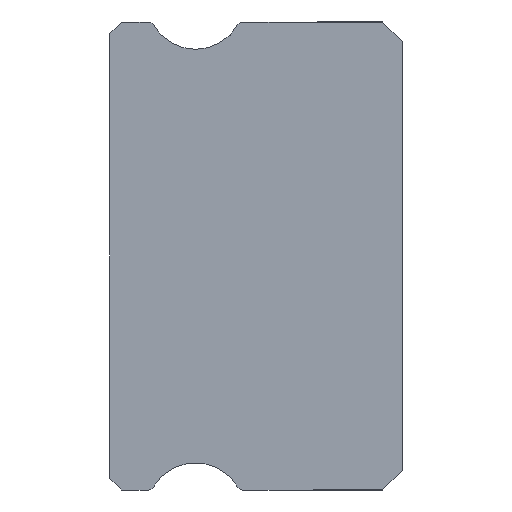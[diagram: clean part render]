
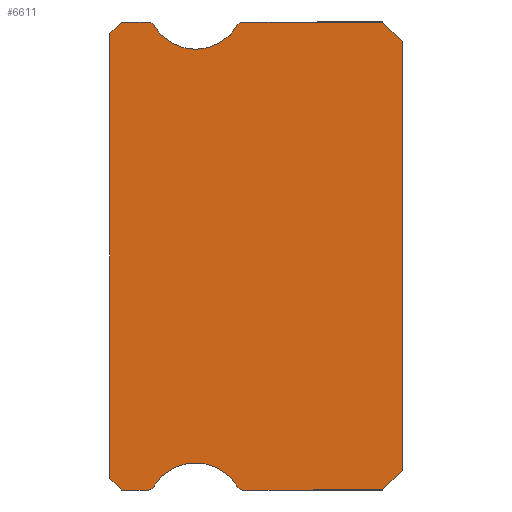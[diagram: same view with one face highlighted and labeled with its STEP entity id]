
A CAD part, left-side view. The second image highlights one B-rep face of the part: STEP entity #6611.
In plain terms, the highlighted planar face has unit normal (-1, 0, 0).
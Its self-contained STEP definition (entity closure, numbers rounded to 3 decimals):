
#214 = ORIENTED_EDGE ( 'NONE', *, *, #2835, .F. ) ;
#220 = VECTOR ( 'NONE', #5258, 1000. ) ;
#267 = EDGE_CURVE ( 'NONE', #3074, #762, #3823, .T. ) ;
#311 = LINE ( 'NONE', #6316, #5252 ) ;
#471 = VECTOR ( 'NONE', #4355, 1000. ) ;
#575 = AXIS2_PLACEMENT_3D ( 'NONE', #6862, #5993, #850 ) ;
#602 = ORIENTED_EDGE ( 'NONE', *, *, #1232, .F. ) ;
#677 = DIRECTION ( 'NONE',  ( 0., 0.707, -0.707 ) ) ;
#680 = CARTESIAN_POINT ( 'NONE',  ( -7.5, 5.3, 6.55 ) ) ;
#685 = CARTESIAN_POINT ( 'NONE',  ( -7.5, 4.088, -5.85 ) ) ;
#696 = CARTESIAN_POINT ( 'NONE',  ( -7.5, 4.217, -5.925 ) ) ;
#716 = CIRCLE ( 'NONE', #6475, 0.15 ) ;
#756 = DIRECTION ( 'NONE',  ( 0., 0., -1. ) ) ;
#762 = VERTEX_POINT ( 'NONE', #7222 ) ;
#850 = DIRECTION ( 'NONE',  ( 0., 0., -1. ) ) ;
#918 = VERTEX_POINT ( 'NONE', #4251 ) ;
#963 = CIRCLE ( 'NONE', #4188, 0.15 ) ;
#970 = EDGE_CURVE ( 'NONE', #3178, #3851, #4286, .T. ) ;
#1178 = DIRECTION ( 'NONE',  ( 1., 0., 0. ) ) ;
#1214 = DIRECTION ( 'NONE',  ( -1., 0., 0. ) ) ;
#1232 = EDGE_CURVE ( 'NONE', #1531, #5857, #6796, .T. ) ;
#1235 = DIRECTION ( 'NONE',  ( 1., 0., 0. ) ) ;
#1315 = DIRECTION ( 'NONE',  ( 0., 0., -1. ) ) ;
#1331 = LINE ( 'NONE', #3553, #4386 ) ;
#1388 = CARTESIAN_POINT ( 'NONE',  ( -7.5, 4.088, 6. ) ) ;
#1468 = LINE ( 'NONE', #4243, #471 ) ;
#1531 = VERTEX_POINT ( 'NONE', #2176 ) ;
#1596 = ORIENTED_EDGE ( 'NONE', *, *, #5925, .F. ) ;
#1602 = EDGE_CURVE ( 'NONE', #762, #2804, #1331, .T. ) ;
#1614 = VERTEX_POINT ( 'NONE', #2944 ) ;
#1616 = EDGE_CURVE ( 'NONE', #5366, #6027, #1903, .T. ) ;
#1729 = DIRECTION ( 'NONE',  ( -1., 0., 0. ) ) ;
#1839 = CARTESIAN_POINT ( 'NONE',  ( -7.5, 7.2, 6. ) ) ;
#1879 = CARTESIAN_POINT ( 'NONE',  ( -7.5, 4.088, 5.85 ) ) ;
#1891 = EDGE_CURVE ( 'NONE', #2226, #2418, #5672, .T. ) ;
#1903 = LINE ( 'NONE', #3639, #4144 ) ;
#1926 = VERTEX_POINT ( 'NONE', #5930 ) ;
#1978 = VECTOR ( 'NONE', #2597, 1000. ) ;
#2176 = CARTESIAN_POINT ( 'NONE',  ( -7.5, 5.3, 5.3 ) ) ;
#2204 = LINE ( 'NONE', #4002, #4042 ) ;
#2226 = VERTEX_POINT ( 'NONE', #3913 ) ;
#2235 = VECTOR ( 'NONE', #5141, 1000. ) ;
#2309 = DIRECTION ( 'NONE',  ( 0., 0., -1. ) ) ;
#2377 = CIRCLE ( 'NONE', #575, 0.15 ) ;
#2378 = EDGE_CURVE ( 'NONE', #5857, #3074, #2863, .T. ) ;
#2418 = VERTEX_POINT ( 'NONE', #2523 ) ;
#2423 = CARTESIAN_POINT ( 'NONE',  ( -7.5, 6.512, 5.85 ) ) ;
#2456 = EDGE_CURVE ( 'NONE', #5073, #2804, #1468, .T. ) ;
#2513 = ORIENTED_EDGE ( 'NONE', *, *, #5759, .F. ) ;
#2523 = CARTESIAN_POINT ( 'NONE',  ( -7.5, 7.2, -6. ) ) ;
#2597 = DIRECTION ( 'NONE',  ( 0., 1., 0. ) ) ;
#2598 = ORIENTED_EDGE ( 'NONE', *, *, #970, .F. ) ;
#2608 = LINE ( 'NONE', #6757, #5960 ) ;
#2689 = VECTOR ( 'NONE', #5527, 1000. ) ;
#2721 = DIRECTION ( 'NONE',  ( 0., 0., 1. ) ) ;
#2804 = VERTEX_POINT ( 'NONE', #6037 ) ;
#2808 = ORIENTED_EDGE ( 'NONE', *, *, #4170, .F. ) ;
#2835 = EDGE_CURVE ( 'NONE', #2226, #1614, #2608, .T. ) ;
#2863 = CIRCLE ( 'NONE', #4548, 0.15 ) ;
#2935 = AXIS2_PLACEMENT_3D ( 'NONE', #680, #5076, #5154 ) ;
#2942 = ORIENTED_EDGE ( 'NONE', *, *, #6024, .F. ) ;
#2944 = CARTESIAN_POINT ( 'NONE',  ( -7.5, 7.5, 5.7 ) ) ;
#3074 = VERTEX_POINT ( 'NONE', #1388 ) ;
#3178 = VERTEX_POINT ( 'NONE', #4740 ) ;
#3412 = CARTESIAN_POINT ( 'NONE',  ( -7.5, 6.512, 6. ) ) ;
#3417 = CARTESIAN_POINT ( 'NONE',  ( -7.5, 7.2, -6. ) ) ;
#3474 = AXIS2_PLACEMENT_3D ( 'NONE', #7360, #1214, #3516 ) ;
#3516 = DIRECTION ( 'NONE',  ( 0., 0., -1. ) ) ;
#3531 = LINE ( 'NONE', #3569, #220 ) ;
#3553 = CARTESIAN_POINT ( 'NONE',  ( -7.5, 0.5, 6. ) ) ;
#3569 = CARTESIAN_POINT ( 'NONE',  ( -7.5, 0., -5.5 ) ) ;
#3639 = CARTESIAN_POINT ( 'NONE',  ( -7.5, 7.2, 6. ) ) ;
#3666 = FACE_OUTER_BOUND ( 'NONE', #5202, .T. ) ;
#3742 = ORIENTED_EDGE ( 'NONE', *, *, #5967, .T. ) ;
#3768 = ORIENTED_EDGE ( 'NONE', *, *, #1602, .F. ) ;
#3823 = LINE ( 'NONE', #6734, #2689 ) ;
#3851 = VERTEX_POINT ( 'NONE', #5064 ) ;
#3913 = CARTESIAN_POINT ( 'NONE',  ( -7.5, 7.5, -5.7 ) ) ;
#4002 = CARTESIAN_POINT ( 'NONE',  ( -7.5, 6.512, -6. ) ) ;
#4004 = DIRECTION ( 'NONE',  ( 0., 0., -1. ) ) ;
#4029 = CARTESIAN_POINT ( 'NONE',  ( -7.5, 6.512, -5.85 ) ) ;
#4042 = VECTOR ( 'NONE', #5170, 1000. ) ;
#4103 = DIRECTION ( 'NONE',  ( 0., 0., -1. ) ) ;
#4144 = VECTOR ( 'NONE', #6383, 1000. ) ;
#4170 = EDGE_CURVE ( 'NONE', #3851, #5043, #716, .T. ) ;
#4188 = AXIS2_PLACEMENT_3D ( 'NONE', #4029, #1178, #2309 ) ;
#4243 = CARTESIAN_POINT ( 'NONE',  ( -7.5, 0., 5.5 ) ) ;
#4251 = CARTESIAN_POINT ( 'NONE',  ( -7.5, 6.383, -5.925 ) ) ;
#4286 = LINE ( 'NONE', #5985, #1978 ) ;
#4355 = DIRECTION ( 'NONE',  ( 0., 0., 1. ) ) ;
#4386 = VECTOR ( 'NONE', #5838, 1000. ) ;
#4427 = CIRCLE ( 'NONE', #3474, 1.25 ) ;
#4548 = AXIS2_PLACEMENT_3D ( 'NONE', #1879, #5819, #1315 ) ;
#4599 = CARTESIAN_POINT ( 'NONE',  ( -7.5, 5.3, 6.55 ) ) ;
#4703 = DIRECTION ( 'NONE',  ( 1., 0., 0. ) ) ;
#4740 = CARTESIAN_POINT ( 'NONE',  ( -7.5, 0.5, -6. ) ) ;
#4819 = ORIENTED_EDGE ( 'NONE', *, *, #2378, .F. ) ;
#5043 = VERTEX_POINT ( 'NONE', #696 ) ;
#5064 = CARTESIAN_POINT ( 'NONE',  ( -7.5, 4.088, -6. ) ) ;
#5073 = VERTEX_POINT ( 'NONE', #5831 ) ;
#5076 = DIRECTION ( 'NONE',  ( -1., 0., 0. ) ) ;
#5141 = DIRECTION ( 'NONE',  ( 0., -0.707, -0.707 ) ) ;
#5154 = DIRECTION ( 'NONE',  ( 0., 0., -1. ) ) ;
#5170 = DIRECTION ( 'NONE',  ( 0., -1., 0. ) ) ;
#5202 = EDGE_LOOP ( 'NONE', ( #3742, #214, #6408, #6134, #6863, #2513, #2808, #2598, #2942, #5679, #3768, #5728, #4819, #602, #6530, #1596, #7166 ) ) ;
#5252 = VECTOR ( 'NONE', #677, 1000. ) ;
#5258 = DIRECTION ( 'NONE',  ( 0., 0.707, -0.707 ) ) ;
#5282 = CARTESIAN_POINT ( 'NONE',  ( -7.5, 4.217, 5.925 ) ) ;
#5366 = VERTEX_POINT ( 'NONE', #3412 ) ;
#5527 = DIRECTION ( 'NONE',  ( 0., -1., 0. ) ) ;
#5594 = VERTEX_POINT ( 'NONE', #6079 ) ;
#5672 = LINE ( 'NONE', #3417, #2235 ) ;
#5679 = ORIENTED_EDGE ( 'NONE', *, *, #2456, .T. ) ;
#5721 = EDGE_CURVE ( 'NONE', #918, #1926, #963, .T. ) ;
#5728 = ORIENTED_EDGE ( 'NONE', *, *, #267, .F. ) ;
#5759 = EDGE_CURVE ( 'NONE', #5043, #918, #4427, .T. ) ;
#5819 = DIRECTION ( 'NONE',  ( 1., 0., 0. ) ) ;
#5831 = CARTESIAN_POINT ( 'NONE',  ( -7.5, 0., -5.5 ) ) ;
#5838 = DIRECTION ( 'NONE',  ( 0., -0.707, -0.707 ) ) ;
#5857 = VERTEX_POINT ( 'NONE', #5282 ) ;
#5925 = EDGE_CURVE ( 'NONE', #5366, #5594, #2377, .T. ) ;
#5930 = CARTESIAN_POINT ( 'NONE',  ( -7.5, 6.512, -6. ) ) ;
#5946 = PLANE ( 'NONE',  #6822 ) ;
#5960 = VECTOR ( 'NONE', #2721, 1000. ) ;
#5967 = EDGE_CURVE ( 'NONE', #6027, #1614, #311, .T. ) ;
#5985 = CARTESIAN_POINT ( 'NONE',  ( -7.5, 6.512, -6. ) ) ;
#5993 = DIRECTION ( 'NONE',  ( 1., 0., 0. ) ) ;
#6024 = EDGE_CURVE ( 'NONE', #5073, #3178, #3531, .T. ) ;
#6027 = VERTEX_POINT ( 'NONE', #1839 ) ;
#6037 = CARTESIAN_POINT ( 'NONE',  ( -7.5, 0., 5.5 ) ) ;
#6079 = CARTESIAN_POINT ( 'NONE',  ( -7.5, 6.383, 5.925 ) ) ;
#6097 = CIRCLE ( 'NONE', #7178, 1.25 ) ;
#6134 = ORIENTED_EDGE ( 'NONE', *, *, #7063, .T. ) ;
#6316 = CARTESIAN_POINT ( 'NONE',  ( -7.5, 7.5, 5.7 ) ) ;
#6383 = DIRECTION ( 'NONE',  ( 0., 1., 0. ) ) ;
#6403 = EDGE_CURVE ( 'NONE', #5594, #1531, #6097, .T. ) ;
#6408 = ORIENTED_EDGE ( 'NONE', *, *, #1891, .T. ) ;
#6475 = AXIS2_PLACEMENT_3D ( 'NONE', #685, #1235, #756 ) ;
#6530 = ORIENTED_EDGE ( 'NONE', *, *, #6403, .F. ) ;
#6611 = ADVANCED_FACE ( 'NONE', ( #3666 ), #5946, .F. ) ;
#6734 = CARTESIAN_POINT ( 'NONE',  ( -7.5, 6.512, 6. ) ) ;
#6757 = CARTESIAN_POINT ( 'NONE',  ( -7.5, 7.5, 5.85 ) ) ;
#6796 = CIRCLE ( 'NONE', #2935, 1.25 ) ;
#6822 = AXIS2_PLACEMENT_3D ( 'NONE', #2423, #4703, #4103 ) ;
#6862 = CARTESIAN_POINT ( 'NONE',  ( -7.5, 6.512, 5.85 ) ) ;
#6863 = ORIENTED_EDGE ( 'NONE', *, *, #5721, .F. ) ;
#7063 = EDGE_CURVE ( 'NONE', #2418, #1926, #2204, .T. ) ;
#7166 = ORIENTED_EDGE ( 'NONE', *, *, #1616, .T. ) ;
#7178 = AXIS2_PLACEMENT_3D ( 'NONE', #4599, #1729, #4004 ) ;
#7222 = CARTESIAN_POINT ( 'NONE',  ( -7.5, 0.5, 6. ) ) ;
#7360 = CARTESIAN_POINT ( 'NONE',  ( -7.5, 5.3, -6.55 ) ) ;
